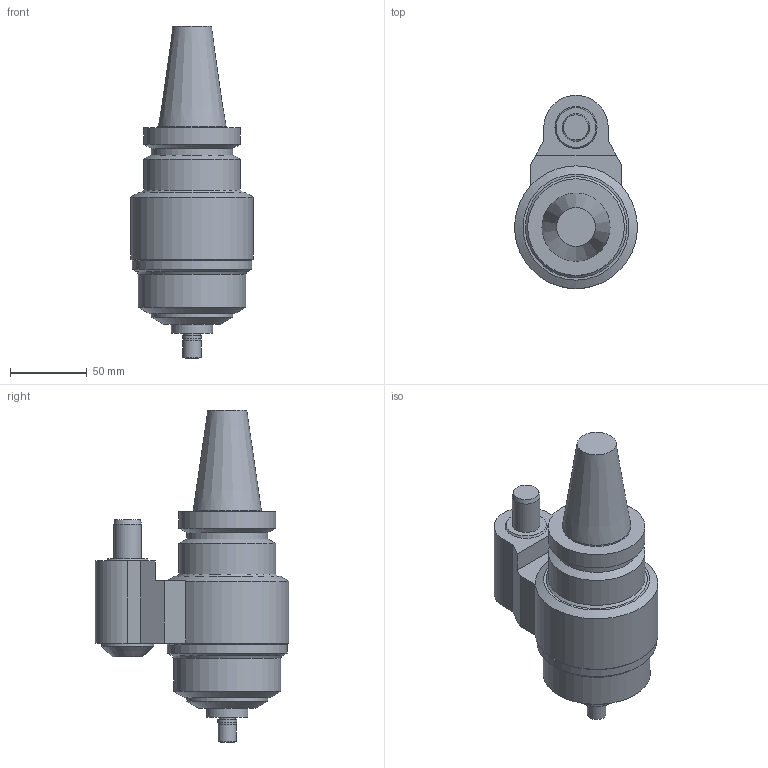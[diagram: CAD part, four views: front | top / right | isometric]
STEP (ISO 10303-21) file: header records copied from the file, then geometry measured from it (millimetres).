
FILE_DESCRIPTION((''),'1');
FILE_NAME('BBT40-RBX7-4S-151-65.stp','2014-06-10T05:56:21',(''),(''),'Spatial Interop R18','Kubotek KeyCreator V8.5.1 (14335)',' ');
FILE_SCHEMA(('CONFIG_CONTROL_DESIGN'));
Length unit declared in the file: millimetre
Products named in the file (1): 1
Bounding box: 79.74 x 126 x 216.4 mm (x, y, z)
Volume: 684566.3 mm3; surface area: 55641.1 mm2
Topology: 1 solids, 1 shells, 53 faces, 103 edges, 62 vertices
Faces by surface type: plane 22, cylinder 16, cone 15
Full cylindrical faces by diameter (mm): 10.5 x1, 12 x1, 12.2 x1, 18 x1, 27 x1, 34 x1, 44.45 x1, 53 x2, 63 x2, 70 x1, 78 x1
Entity records: 1228 total; most frequent: DIRECTION 226, CARTESIAN_POINT 187, ORIENTED_EDGE 146, AXIS2_PLACEMENT_3D 99, EDGE_LOOP 91, EDGE_CURVE 73, FACE_BOUND 66, VERTEX_POINT 60
